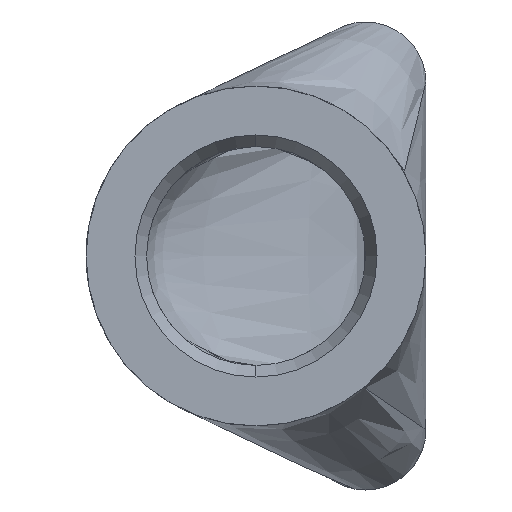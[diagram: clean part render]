
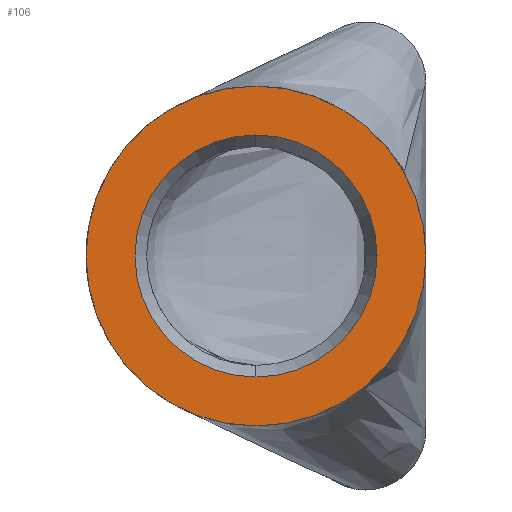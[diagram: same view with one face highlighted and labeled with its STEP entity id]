
A CAD part, left-side view. The second image highlights one B-rep face of the part: STEP entity #106.
In plain terms, the highlighted planar face has unit normal (-1, 0, 0).
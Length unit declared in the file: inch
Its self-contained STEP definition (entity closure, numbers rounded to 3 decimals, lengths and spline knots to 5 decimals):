
#21 = DIRECTION ( 'NONE',  ( -1., 0., 0. ) ) ;
#106 = ADVANCED_FACE ( 'NONE', ( #1199, #816 ), #1193, .T. ) ;
#121 = AXIS2_PLACEMENT_3D ( 'NONE', #345, #245, #628 ) ;
#126 = CARTESIAN_POINT ( 'NONE',  ( 0., 0.505, 0. ) ) ;
#178 = AXIS2_PLACEMENT_3D ( 'NONE', #406, #1162, #310 ) ;
#198 = VERTEX_POINT ( 'NONE', #947 ) ;
#245 = DIRECTION ( 'NONE',  ( -1., 0., 0. ) ) ;
#310 = DIRECTION ( 'NONE',  ( 0., 0., 1. ) ) ;
#315 = DIRECTION ( 'NONE',  ( 0., 0., 1. ) ) ;
#328 = DIRECTION ( 'NONE',  ( 0., 0., 1. ) ) ;
#345 = CARTESIAN_POINT ( 'NONE',  ( 0., 0., 0. ) ) ;
#351 = VERTEX_POINT ( 'NONE', #760 ) ;
#353 = CIRCLE ( 'NONE', #704, 0.35964 ) ;
#374 = EDGE_CURVE ( 'NONE', #351, #198, #838, .T. ) ;
#406 = CARTESIAN_POINT ( 'NONE',  ( 0., 0.505, 0. ) ) ;
#431 = CARTESIAN_POINT ( 'NONE',  ( 0., 0.505, 0. ) ) ;
#481 = AXIS2_PLACEMENT_3D ( 'NONE', #669, #21, #315 ) ;
#524 = EDGE_LOOP ( 'NONE', ( #1140, #1206 ) ) ;
#541 = ORIENTED_EDGE ( 'NONE', *, *, #374, .T. ) ;
#542 = EDGE_CURVE ( 'NONE', #1025, #722, #601, .T. ) ;
#601 = CIRCLE ( 'NONE', #481, 0.505 ) ;
#628 = DIRECTION ( 'NONE',  ( 0., 0., 1. ) ) ;
#669 = CARTESIAN_POINT ( 'NONE',  ( 0., 0.505, 0. ) ) ;
#704 = AXIS2_PLACEMENT_3D ( 'NONE', #126, #1006, #328 ) ;
#722 = VERTEX_POINT ( 'NONE', #875 ) ;
#760 = CARTESIAN_POINT ( 'NONE',  ( 0., 0.505, 0.35964 ) ) ;
#773 = CIRCLE ( 'NONE', #1133, 0.505 ) ;
#809 = EDGE_CURVE ( 'NONE', #722, #1025, #773, .T. ) ;
#816 = FACE_OUTER_BOUND ( 'NONE', #524, .T. ) ;
#838 = CIRCLE ( 'NONE', #178, 0.35964 ) ;
#875 = CARTESIAN_POINT ( 'NONE',  ( 0., 0.505, -0.505 ) ) ;
#893 = DIRECTION ( 'NONE',  ( -1., 0., 0. ) ) ;
#921 = CARTESIAN_POINT ( 'NONE',  ( 0., 0.505, 0.505 ) ) ;
#947 = CARTESIAN_POINT ( 'NONE',  ( 0., 0.505, -0.35964 ) ) ;
#1006 = DIRECTION ( 'NONE',  ( 1., 0., 0. ) ) ;
#1016 = DIRECTION ( 'NONE',  ( 0., 0., 1. ) ) ;
#1025 = VERTEX_POINT ( 'NONE', #921 ) ;
#1042 = ORIENTED_EDGE ( 'NONE', *, *, #1215, .T. ) ;
#1133 = AXIS2_PLACEMENT_3D ( 'NONE', #431, #893, #1016 ) ;
#1140 = ORIENTED_EDGE ( 'NONE', *, *, #542, .T. ) ;
#1162 = DIRECTION ( 'NONE',  ( 1., 0., 0. ) ) ;
#1193 = PLANE ( 'NONE',  #121 ) ;
#1199 = FACE_BOUND ( 'NONE', #1221, .T. ) ;
#1206 = ORIENTED_EDGE ( 'NONE', *, *, #809, .T. ) ;
#1215 = EDGE_CURVE ( 'NONE', #198, #351, #353, .T. ) ;
#1221 = EDGE_LOOP ( 'NONE', ( #541, #1042 ) ) ;
